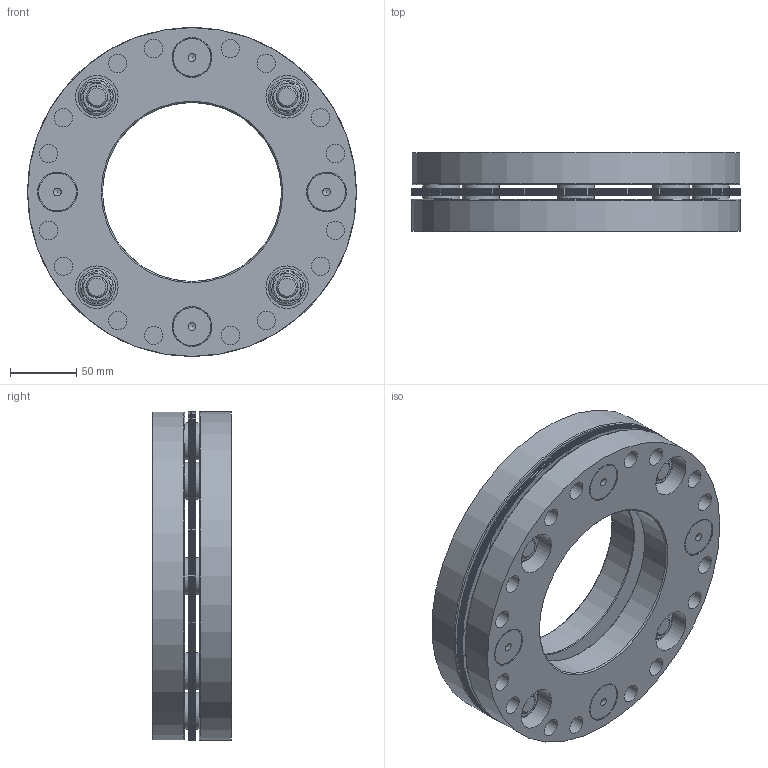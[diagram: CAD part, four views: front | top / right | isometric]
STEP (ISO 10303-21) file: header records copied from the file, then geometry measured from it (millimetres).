
FILE_DESCRIPTION(/* description */ ('Unknown'),/* implementation_level */ '2;1');
FILE_NAME(/* name */ 'HK80-110-00-00',/* time_stamp */ '2020-09-14T13:44:54+02:00',/* author */ ('Unknown'),/* organization */ ('Unknown'),/* preprocessor_version */ 'ST-DEVELOPER v16.7',/* originating_system */ 'Solid Edge',/* authorisation */ 'Unknown');
FILE_SCHEMA (('AUTOMOTIVE_DESIGN {1 0 10303 214 3 1 1}'));
Length unit declared in the file: millimetre
Products named in the file (1): Part8
Bounding box: 248 x 59.4 x 248 mm (x, y, z)
Volume: 1605678.4 mm3; surface area: 488195 mm2
Topology: 1 solids, 1 shells, 852 faces, 2077 edges, 1271 vertices
Faces by surface type: cylinder 421, plane 345, cone 60, torus 26
Full cylindrical faces by diameter (mm): 13.835 x32, 16 x8, 28 x24, 29.5 x8, 30 x8, 32 x8, 135 x2, 160 x1, 248 x16
Entity records: 30173 total; most frequent: DIRECTION 4796, CARTESIAN_POINT 4174, ORIENTED_EDGE 3638, AXIS2_PLACEMENT_3D 2172, EDGE_CURVE 1819, CIRCLE 1319, VERTEX_POINT 1214, FACE_BOUND 1195
